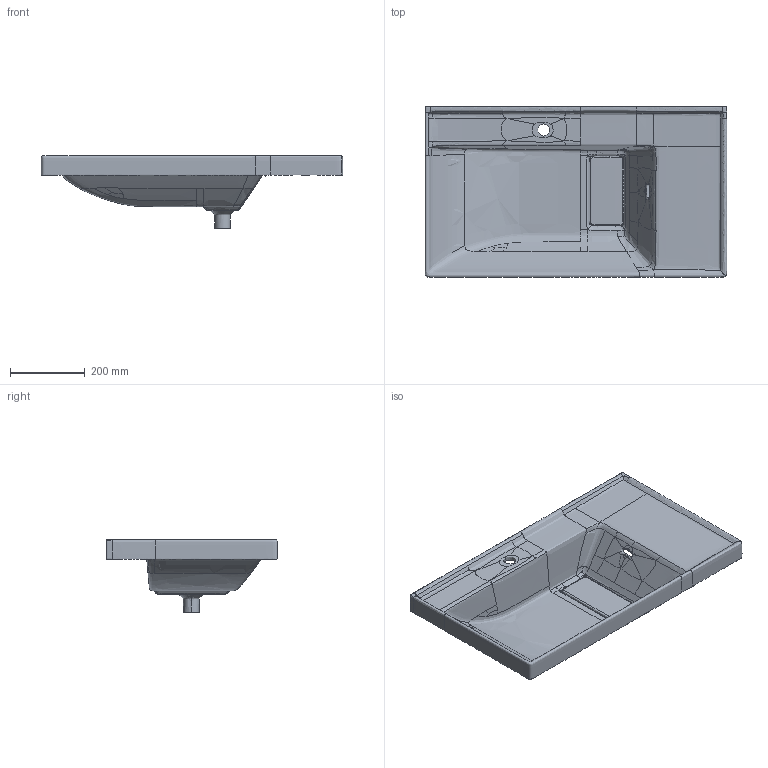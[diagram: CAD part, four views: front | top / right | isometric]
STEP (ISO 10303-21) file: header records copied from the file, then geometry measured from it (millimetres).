
FILE_DESCRIPTION(/* description */ (''),/* implementation_level */ '2;1');
FILE_NAME(/* name */ '8080',/* time_stamp */ '2025-07-12T19:08:58+03:00',/* author */ (''),/* organization */ (''),/* preprocessor_version */ 'ST-DEVELOPER v16.5',/* originating_system */ '',/* authorisation */ '');
FILE_SCHEMA (('AUTOMOTIVE_DESIGN_CC2'));
Length unit declared in the file: millimetre
Products named in the file (1): Document
Bounding box: 807 x 456.01 x 195 mm (x, y, z)
Surface area: 712776.8 mm2 (no closed solid volume)
Topology: 0 solids, 2 shells, 178 faces, 453 edges, 275 vertices
Faces by surface type: bspline 178
Entity records: 32108 total; most frequent: CARTESIAN_POINT 29295, ORIENTED_EDGE 886, EDGE_CURVE 453, B_SPLINE_CURVE_WITH_KNOTS 453, VERTEX_POINT 275, ADVANCED_FACE 178, FACE_OUTER_BOUND 178, EDGE_LOOP 178
